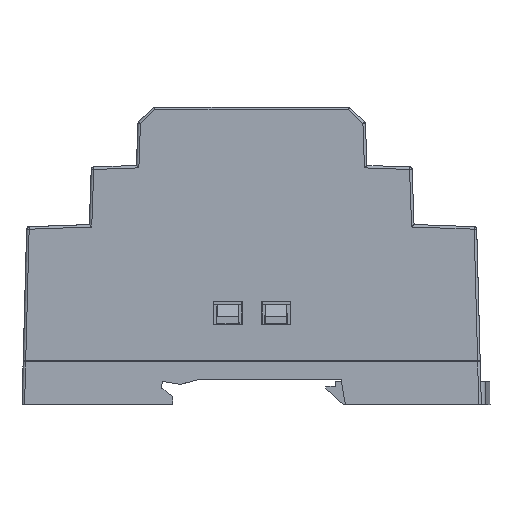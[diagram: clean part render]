
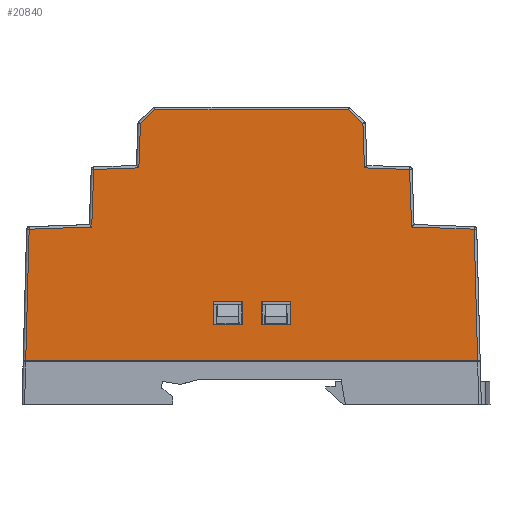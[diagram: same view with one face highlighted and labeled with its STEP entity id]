
A CAD part, left-side view. The second image highlights one B-rep face of the part: STEP entity #20840.
In plain terms, the highlighted planar face has unit normal (-1, 0, 0.009).
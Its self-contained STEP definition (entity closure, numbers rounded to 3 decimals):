
#810=CARTESIAN_POINT('',(161.146,-52.552,8.4));
#820=VERTEX_POINT('',#810);
#850=CARTESIAN_POINT('',(161.146,-52.551,
8.4));
#860=DIRECTION('',(0.,-1.,0.));
#870=VECTOR('',#860,1.);
#880=LINE('',#850,#870);
#890=CARTESIAN_POINT('',(161.146,-141.11,8.4));
#900=VERTEX_POINT('',#890);
#910=EDGE_CURVE('',#820,#900,#880,.T.);
#18820=CARTESIAN_POINT('',(161.551,-75.032,
54.787));
#18830=VERTEX_POINT('',#18820);
#18950=CARTESIAN_POINT('',(161.575,-77.846,
57.504));
#18960=VERTEX_POINT('',#18950);
#18990=CARTESIAN_POINT('',(161.575,-77.846,
57.504));
#19000=DIRECTION('',(-0.006,0.719,
-0.695));
#19010=VECTOR('',#19000,1.);
#19020=LINE('',#18990,#19010);
#19030=EDGE_CURVE('',#18960,#18830,#19020,.T.);
#19150=CARTESIAN_POINT('',(161.151,-96.83,8.9));
#19160=DIRECTION('',(-1.,0.,0.009));
#19170=DIRECTION('',(0.,1.,0.));
#19180=AXIS2_PLACEMENT_3D('',#19150,#19160,#19170);
#19190=PLANE('',#19180);
#19200=CARTESIAN_POINT('',(161.371,-53.224,
34.102));
#19210=DIRECTION('',(-0.009,0.026,
-1.));
#19220=VECTOR('',#19210,1.);
#19230=LINE('',#19200,#19220);
#19240=CARTESIAN_POINT('',(161.371,-53.223,
34.102));
#19250=VERTEX_POINT('',#19240);
#19260=EDGE_CURVE('',#19250,#820,#19230,.T.);
#19270=ORIENTED_EDGE('',*,*,#19260,.T.);
#19280=CARTESIAN_POINT('',(161.374,-65.49,
34.531));
#19290=DIRECTION('',(0.,0.999,
-0.035));
#19300=VECTOR('',#19290,1.);
#19310=LINE('',#19280,#19300);
#19320=CARTESIAN_POINT('',(161.374,-65.49,
34.531));
#19330=VERTEX_POINT('',#19320);
#19340=EDGE_CURVE('',#19330,#19250,#19310,.T.);
#19350=ORIENTED_EDGE('',*,*,#19340,.T.);
#19360=CARTESIAN_POINT('',(161.473,-65.884,
45.809));
#19370=DIRECTION('',(-0.009,0.035,
-0.999));
#19380=VECTOR('',#19370,1.);
#19390=LINE('',#19360,#19380);
#19400=CARTESIAN_POINT('',(161.473,-65.884,
45.809));
#19410=VERTEX_POINT('',#19400);
#19420=EDGE_CURVE('',#19410,#19330,#19390,.T.);
#19430=ORIENTED_EDGE('',*,*,#19420,.T.);
#19440=CARTESIAN_POINT('',(161.475,-74.73,
46.118));
#19450=DIRECTION('',(0.,0.999,
-0.035));
#19460=VECTOR('',#19450,1.);
#19470=LINE('',#19440,#19460);
#19480=CARTESIAN_POINT('',(161.475,-74.73,
46.118));
#19490=VERTEX_POINT('',#19480);
#19500=EDGE_CURVE('',#19490,#19410,#19470,.T.);
#19510=ORIENTED_EDGE('',*,*,#19500,.T.);
#19520=CARTESIAN_POINT('',(161.551,-75.032,
54.787));
#19530=DIRECTION('',(-0.009,0.035,
-0.999));
#19540=VECTOR('',#19530,1.);
#19550=LINE('',#19520,#19540);
#19560=EDGE_CURVE('',#18830,#19490,#19550,.T.);
#19570=ORIENTED_EDGE('',*,*,#19560,.T.);
#19580=ORIENTED_EDGE('',*,*,#19030,.T.);
#19590=CARTESIAN_POINT('',(161.575,-77.846,
57.504));
#19600=DIRECTION('',(0.,-1.,0.));
#19610=VECTOR('',#19600,1.);
#19620=LINE('',#19590,#19610);
#19630=CARTESIAN_POINT('',(161.575,-115.814,
57.504));
#19640=VERTEX_POINT('',#19630);
#19650=EDGE_CURVE('',#18960,#19640,#19620,.T.);
#19660=ORIENTED_EDGE('',*,*,#19650,.F.);
#19670=CARTESIAN_POINT('',(161.551,-118.628,
54.787));
#19680=DIRECTION('',(0.006,0.719,
0.695));
#19690=VECTOR('',#19680,1.);
#19700=LINE('',#19670,#19690);
#19710=CARTESIAN_POINT('',(161.551,-118.628,
54.787));
#19720=VERTEX_POINT('',#19710);
#19730=EDGE_CURVE('',#19720,#19640,#19700,.T.);
#19740=ORIENTED_EDGE('',*,*,#19730,.T.);
#19750=CARTESIAN_POINT('',(161.475,-118.931,
46.118));
#19760=DIRECTION('',(0.009,0.035,
0.999));
#19770=VECTOR('',#19760,1.);
#19780=LINE('',#19750,#19770);
#19790=CARTESIAN_POINT('',(161.475,-118.931,
46.118));
#19800=VERTEX_POINT('',#19790);
#19810=EDGE_CURVE('',#19800,#19720,#19780,.T.);
#19820=ORIENTED_EDGE('',*,*,#19810,.T.);
#19830=CARTESIAN_POINT('',(161.473,-127.776,
45.809));
#19840=DIRECTION('',(0.,0.999,
0.035));
#19850=VECTOR('',#19840,1.);
#19860=LINE('',#19830,#19850);
#19870=CARTESIAN_POINT('',(161.473,-127.776,
45.809));
#19880=VERTEX_POINT('',#19870);
#19890=EDGE_CURVE('',#19880,#19800,#19860,.T.);
#19900=ORIENTED_EDGE('',*,*,#19890,.T.);
#19910=CARTESIAN_POINT('',(161.374,-128.17,
34.536));
#19920=DIRECTION('',(0.009,0.035,
0.999));
#19930=VECTOR('',#19920,1.);
#19940=LINE('',#19910,#19930);
#19950=CARTESIAN_POINT('',(161.374,-128.17,
34.536));
#19960=VERTEX_POINT('',#19950);
#19970=EDGE_CURVE('',#19960,#19880,#19940,.T.);
#19980=ORIENTED_EDGE('',*,*,#19970,.T.);
#19990=CARTESIAN_POINT('',(161.371,-140.437,
34.107));
#20000=DIRECTION('',(0.,0.999,
0.035));
#20010=VECTOR('',#20000,1.);
#20020=LINE('',#19990,#20010);
#20030=CARTESIAN_POINT('',(161.371,-140.437,
34.107));
#20040=VERTEX_POINT('',#20030);
#20050=EDGE_CURVE('',#20040,#19960,#20020,.T.);
#20060=ORIENTED_EDGE('',*,*,#20050,.T.);
#20070=CARTESIAN_POINT('',(161.146,-141.11,
8.4));
#20080=DIRECTION('',(0.009,0.026,
1.));
#20090=VECTOR('',#20080,1.);
#20100=LINE('',#20070,#20090);
#20110=EDGE_CURVE('',#900,#20040,#20100,.T.);
#20120=ORIENTED_EDGE('',*,*,#20110,.T.);
#20130=ORIENTED_EDGE('',*,*,#910,.T.);
#20140=EDGE_LOOP('',(#20130,#20120,#20060,#19980,#19900,#19820,#19740,
#19660,#19580,#19570,#19510,#19430,#19350,#19270));
#20150=FACE_OUTER_BOUND('',#20140,.T.);
#20160=CARTESIAN_POINT('',(161.207,-104.46,
15.417));
#20170=DIRECTION('',(0.,1.,0.));
#20180=VECTOR('',#20170,1.);
#20190=LINE('',#20160,#20180);
#20200=CARTESIAN_POINT('',(161.207,-104.461,
15.417));
#20210=VERTEX_POINT('',#20200);
#20220=CARTESIAN_POINT('',(161.207,-98.758,
15.417));
#20230=VERTEX_POINT('',#20220);
#20240=EDGE_CURVE('',#20210,#20230,#20190,.T.);
#20250=ORIENTED_EDGE('',*,*,#20240,.T.);
#20260=CARTESIAN_POINT('',(161.208,-104.461,
15.417));
#20270=DIRECTION('',(0.009,0.,
1.));
#20280=VECTOR('',#20270,1.);
#20290=LINE('',#20260,#20280);
#20300=CARTESIAN_POINT('',(161.247,-104.46,
20.));
#20310=VERTEX_POINT('',#20300);
#20320=EDGE_CURVE('',#20210,#20310,#20290,.T.);
#20330=ORIENTED_EDGE('',*,*,#20320,.F.);
#20340=CARTESIAN_POINT('',(161.247,-98.759,
20.));
#20350=DIRECTION('',(0.,-1.,0.));
#20360=VECTOR('',#20350,1.);
#20370=LINE('',#20340,#20360);
#20380=CARTESIAN_POINT('',(161.247,-98.76,
20.));
#20390=VERTEX_POINT('',#20380);
#20400=EDGE_CURVE('',#20390,#20310,#20370,.T.);
#20410=ORIENTED_EDGE('',*,*,#20400,.T.);
#20420=CARTESIAN_POINT('',(161.247,-98.76,
20.));
#20430=DIRECTION('',(-0.009,0.,
-1.));
#20440=VECTOR('',#20430,1.);
#20450=LINE('',#20420,#20440);
#20460=EDGE_CURVE('',#20390,#20230,#20450,.T.);
#20470=ORIENTED_EDGE('',*,*,#20460,.F.);
#20480=EDGE_LOOP('',(#20470,#20410,#20330,#20250));
#20490=FACE_BOUND('',#20480,.T.);
#20500=CARTESIAN_POINT('',(161.247,-89.26,
20.));
#20510=DIRECTION('',(-0.009,0.,
-1.));
#20520=VECTOR('',#20510,1.);
#20530=LINE('',#20500,#20520);
#20540=CARTESIAN_POINT('',(161.247,-89.26,
20.));
#20550=VERTEX_POINT('',#20540);
#20560=CARTESIAN_POINT('',(161.207,-89.258,
15.417));
#20570=VERTEX_POINT('',#20560);
#20580=EDGE_CURVE('',#20550,#20570,#20530,.T.);
#20590=ORIENTED_EDGE('',*,*,#20580,.F.);
#20600=CARTESIAN_POINT('',(161.207,-94.96,
15.417));
#20610=DIRECTION('',(0.,1.,0.));
#20620=VECTOR('',#20610,1.);
#20630=LINE('',#20600,#20620);
#20640=CARTESIAN_POINT('',(161.207,-94.961,
15.417));
#20650=VERTEX_POINT('',#20640);
#20660=EDGE_CURVE('',#20650,#20570,#20630,.T.);
#20670=ORIENTED_EDGE('',*,*,#20660,.T.);
#20680=CARTESIAN_POINT('',(161.208,-94.961,
15.417));
#20690=DIRECTION('',(0.009,0.,
1.));
#20700=VECTOR('',#20690,1.);
#20710=LINE('',#20680,#20700);
#20720=CARTESIAN_POINT('',(161.247,-94.959,
20.));
#20730=VERTEX_POINT('',#20720);
#20740=EDGE_CURVE('',#20650,#20730,#20710,.T.);
#20750=ORIENTED_EDGE('',*,*,#20740,.F.);
#20760=CARTESIAN_POINT('',(161.247,-89.259,
20.));
#20770=DIRECTION('',(0.,-1.,0.));
#20780=VECTOR('',#20770,1.);
#20790=LINE('',#20760,#20780);
#20800=EDGE_CURVE('',#20550,#20730,#20790,.T.);
#20810=ORIENTED_EDGE('',*,*,#20800,.T.);
#20820=EDGE_LOOP('',(#20810,#20750,#20670,#20590));
#20830=FACE_BOUND('',#20820,.T.);
#20840=ADVANCED_FACE('',(#20150,#20490,#20830),#19190,.T.);
